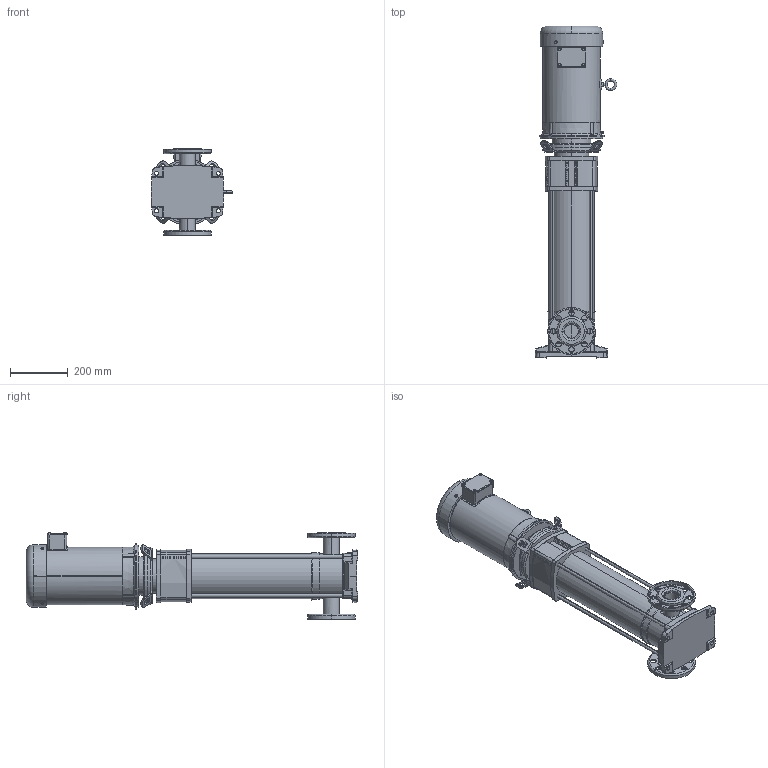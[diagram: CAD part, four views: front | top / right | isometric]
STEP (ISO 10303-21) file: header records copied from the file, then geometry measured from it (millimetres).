
FILE_DESCRIPTION (( 'STEP AP203' ), '1' );
FILE_NAME ('HELIX V50-07_460V.step', '2017-10-26T18:14:35', ( '' ), ( '' ), 'SwSTEP 2.0', 'SolidWorks 2017', '' );
FILE_SCHEMA (( 'CONFIG_CONTROL_DESIGN' ));
Length unit declared in the file: inch
Products named in the file (5): HELIX V50-07_460V; BALDOR NEMA V2 7.5HP; HELIX V50-07; Helix Base 50-80; ANSI Flange 2 IN
Assembly tree (5 placements, depth 2):
  HELIX V50-07_460V
    HELIX V50-07
    BALDOR NEMA V2 7.5HP
    ANSI Flange 2 IN  x2
    Helix Base 50-80
Bounding box: 282.98 x 1153.6 x 302.54 mm (x, y, z)
Volume: 28179807 mm3; surface area: 1553742.7 mm2
Topology: 15 solids, 15 shells, 2161 faces, 5577 edges, 3638 vertices
Faces by surface type: plane 1059, cylinder 754, cone 103, sphere 99, torus 78, bspline 68
Entity records: 69965 total; most frequent: CARTESIAN_POINT 16522, DIRECTION 11342, ORIENTED_EDGE 10906, EDGE_CURVE 5453, AXIS2_PLACEMENT_3D 4167, VERTEX_POINT 3564, LINE 3008, VECTOR 3008
